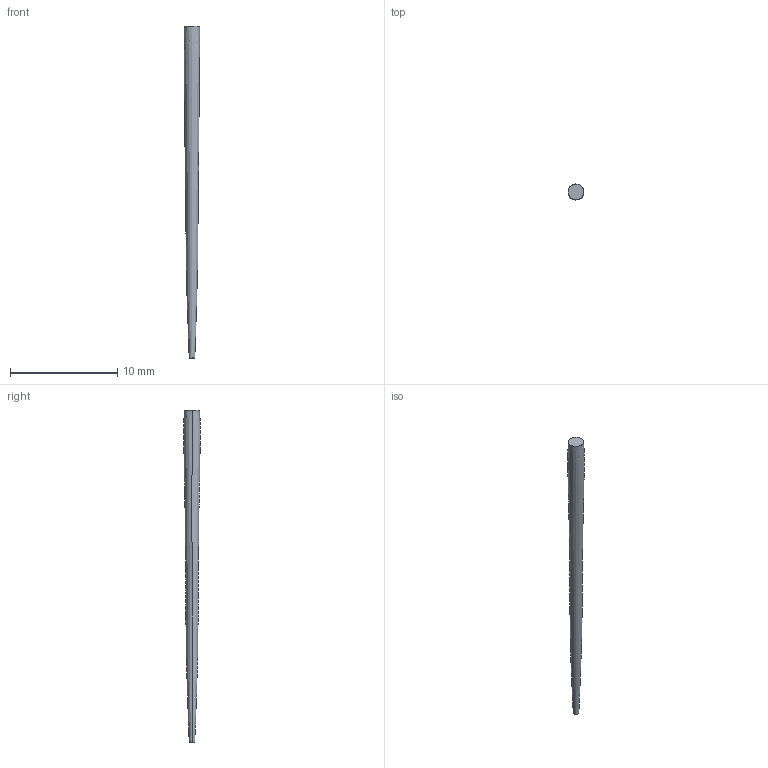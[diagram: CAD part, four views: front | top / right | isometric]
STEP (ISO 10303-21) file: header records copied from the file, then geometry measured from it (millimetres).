
FILE_DESCRIPTION (( 'STEP AP214' ), '1' );
FILE_NAME ('tube_oc.STEP', '2021-04-12T13:01:52', ( '' ), ( '' ), 'SwSTEP 2.0', 'SolidWorks 2020', '' );
FILE_SCHEMA (( 'AUTOMOTIVE_DESIGN' ));
Length unit declared in the file: millimetre
Products named in the file (1): tube_oc
Bounding box: 1.46 x 1.53 x 31 mm (x, y, z)
Volume: 34.3 mm3; surface area: 114.7 mm2
Topology: 1 solids, 1 shells, 4 faces, 6 edges, 4 vertices
Faces by surface type: bspline 2, plane 2
Entity records: 2190 total; most frequent: CARTESIAN_POINT 2099, ORIENTED_EDGE 12, B_SPLINE_CURVE_WITH_KNOTS 6, DIRECTION 6, EDGE_CURVE 6, ADVANCED_FACE 4, FACE_OUTER_BOUND 4, VERTEX_POINT 4
